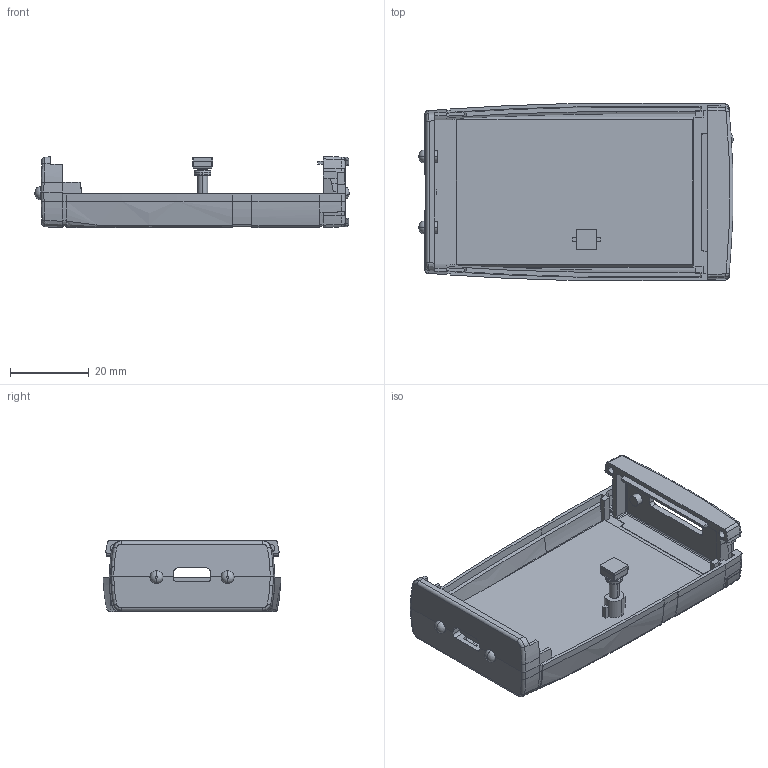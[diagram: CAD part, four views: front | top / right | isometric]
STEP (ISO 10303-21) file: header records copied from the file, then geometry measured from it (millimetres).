
FILE_DESCRIPTION (( 'STEP AP214' ), '1' );
FILE_NAME ('DB10025_CANToUSB_onderkant.STEP', '2018-06-06T14:17:28', ( '' ), ( '' ), 'SwSTEP 2.0', 'SolidWorks 2018', '' );
FILE_SCHEMA (( 'AUTOMOTIVE_DESIGN' ));
Length unit declared in the file: millimetre
Products named in the file (8): 34111511_ART_115_F_2-1; Free-Models; Free-Models-subassembly-1; 34111521_ART_115_KO-7038; 34111511_ART_115_F_1-1; DB10025_CANToUSB_onderkant; LightPipe PLP2-125 - 2748697; 34111511_ART_115_F_1-2
Assembly tree (9 placements, depth 4):
  DB10025_CANToUSB_onderkant
    Free-Models
      Free-Models-subassembly-1
        34111511_ART_115_F_1-1
        34111511_ART_115_F_1-2
      34111521_ART_115_KO-7038
      34111511_ART_115_F_2-1
    LightPipe PLP2-125 - 2748697  x3
Bounding box: 79.6 x 45 x 18 mm (x, y, z)
Volume: 10970.1 mm3; surface area: 13722.7 mm2
Topology: 7 solids, 7 shells, 523 faces, 1413 edges, 911 vertices
Faces by surface type: plane 255, cylinder 164, bspline 58, torus 26, cone 18, sphere 2
Entity records: 19208 total; most frequent: CARTESIAN_POINT 6718, ORIENTED_EDGE 2754, DIRECTION 2336, EDGE_CURVE 1377, VERTEX_POINT 891, VECTOR 794, LINE 794, AXIS2_PLACEMENT_3D 771
